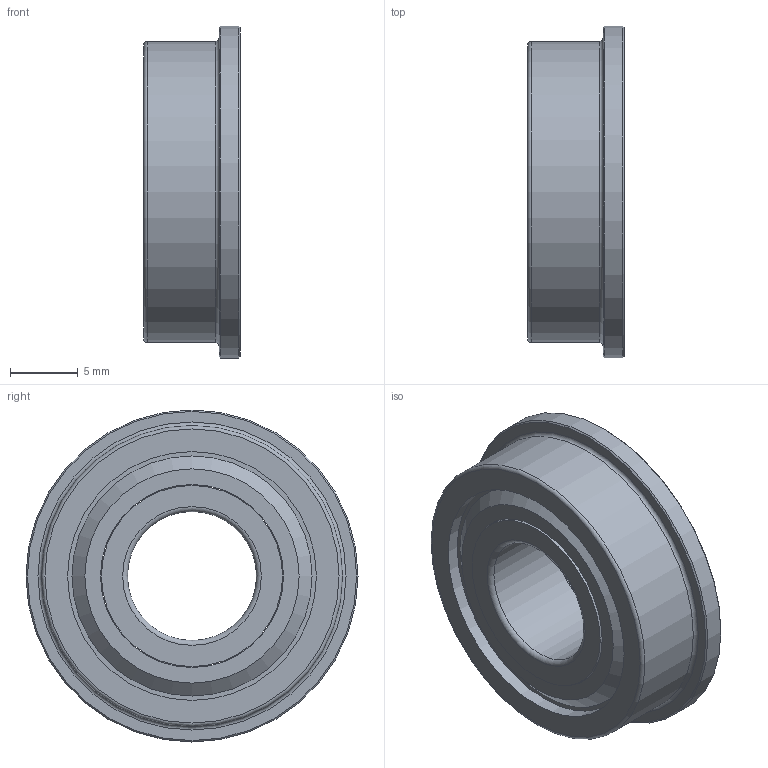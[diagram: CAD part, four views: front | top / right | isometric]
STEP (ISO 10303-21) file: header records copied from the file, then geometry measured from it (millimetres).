
FILE_DESCRIPTION(/* description */ (''),/* implementation_level */ '2;1');
FILE_NAME(/* name */ 'DBK_FR6ZZBearing_am-0028.ipt.step',/* time_stamp */ '2014-01-07T10:55:54-08:00',/* author */ ('Autodesk Inc.'),/* organization */ ('Autodesk Inc.'),/* preprocessor_version */ 'ST-DEVELOPER v15.2',/* originating_system */ 'Autodesk Inventor 2014',/* authorisation */ '');
FILE_SCHEMA (('AUTOMOTIVE_DESIGN { 1 0 10303 214 3 1 1 }'));
Length unit declared in the file: inch
Products named in the file (1): DBK_FR6ZZBearing_am-0028
Bounding box: 7.14 x 24.51 x 24.51 mm (x, y, z)
Volume: 1934.5 mm3; surface area: 3202.6 mm2
Topology: 3 solids, 3 shells, 54 faces, 142 edges, 105 vertices
Faces by surface type: sphere 18, cylinder 13, plane 13, torus 6, cone 4
Full cylindrical faces by diameter (mm): 9.525 x1, 13.377 x2, 13.511 x2, 14.804 x1, 16.946 x1, 18.373 x4, 22.225 x1, 24.511 x1
Entity records: 1893 total; most frequent: CARTESIAN_POINT 903, DIRECTION 182, ORIENTED_EDGE 144, EDGE_LOOP 108, AXIS2_PLACEMENT_3D 91, VERTEX_POINT 72, EDGE_CURVE 72, FACE_BOUND 57
